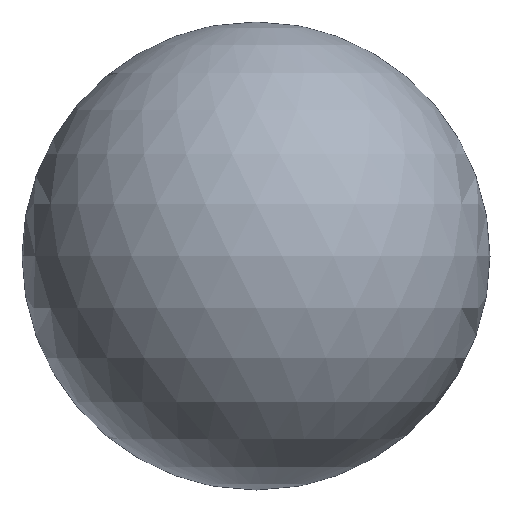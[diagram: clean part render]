
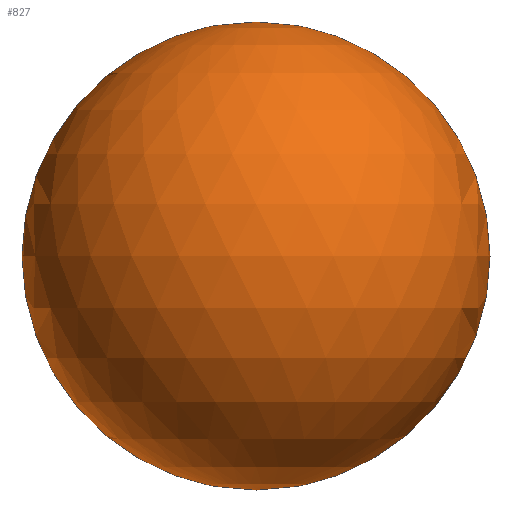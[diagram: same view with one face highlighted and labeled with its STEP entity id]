
A CAD part, front view. The second image highlights one B-rep face of the part: STEP entity #827.
In plain terms, the highlighted spherical face has radius 260000 mm.
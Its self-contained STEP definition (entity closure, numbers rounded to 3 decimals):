
#535 = VERTEX_POINT( '', #1200 );
#625 = EDGE_CURVE( '', #795, #535, #1299, .T. );
#683 = EDGE_CURVE( '', #535, #795, #1365, .T. );
#795 = VERTEX_POINT( '', #1491 );
#827 = ADVANCED_FACE( '', ( #1527 ), #1528, .T. );
#1200 = CARTESIAN_POINT( '', ( 0., 0., 260000. ) );
#1299 = CIRCLE( '', #2114, 260000. );
#1365 = CIRCLE( '', #2205, 260000. );
#1491 = CARTESIAN_POINT( '', ( 0., 0., -260000. ) );
#1527 = FACE_OUTER_BOUND( '', #2421, .T. );
#1528 = SPHERICAL_SURFACE( '', #2422, 260000. );
#2114 = AXIS2_PLACEMENT_3D( '', #2939, #2940, #2941 );
#2205 = AXIS2_PLACEMENT_3D( '', #3025, #3026, #3027 );
#2421 = EDGE_LOOP( '', ( #3211, #3212 ) );
#2422 = AXIS2_PLACEMENT_3D( '', #3213, #3214, #3215 );
#2939 = CARTESIAN_POINT( '', ( 0., 0., 0. ) );
#2940 = DIRECTION( '', ( 0., -1., 0. ) );
#2941 = DIRECTION( '', ( 0., 0., 1. ) );
#3025 = CARTESIAN_POINT( '', ( 0., 0., 0. ) );
#3026 = DIRECTION( '', ( 0., -1., 0. ) );
#3027 = DIRECTION( '', ( 0., 0., 1. ) );
#3211 = ORIENTED_EDGE( '', *, *, #625, .T. );
#3212 = ORIENTED_EDGE( '', *, *, #683, .T. );
#3213 = CARTESIAN_POINT( '', ( 0., 0., 0. ) );
#3214 = DIRECTION( '', ( 0., 0., 1. ) );
#3215 = DIRECTION( '', ( 1., 0., 0. ) );
